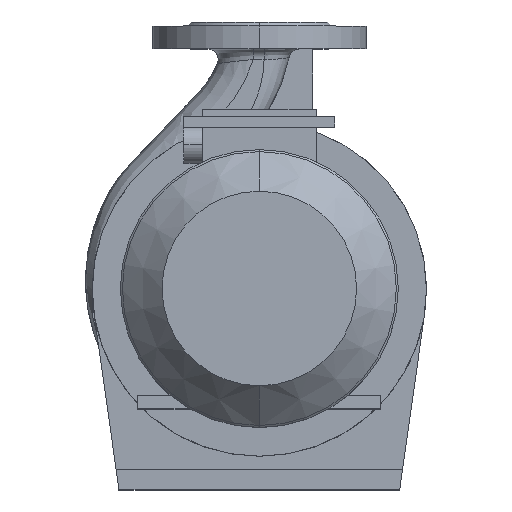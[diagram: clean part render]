
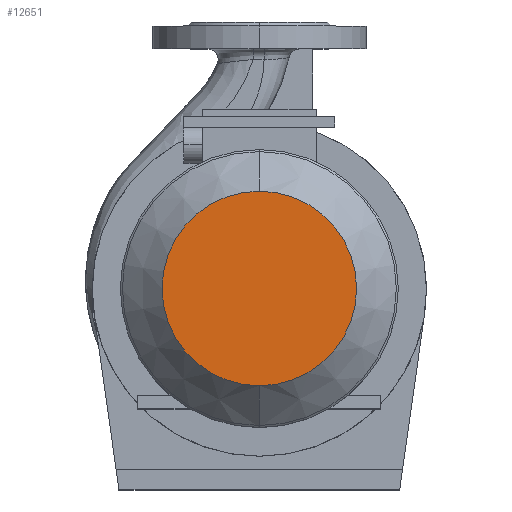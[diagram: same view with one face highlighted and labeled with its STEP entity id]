
A CAD part, top view. The second image highlights one B-rep face of the part: STEP entity #12651.
In plain terms, the highlighted planar face has unit normal (0, 0, 1).
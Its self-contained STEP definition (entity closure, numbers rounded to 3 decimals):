
#2224 = CIRCLE ( 'NONE', #7561, 72.765 ) ;
#2299 = FACE_OUTER_BOUND ( 'NONE', #13455, .T. ) ;
#3452 = ORIENTED_EDGE ( 'NONE', *, *, #6687, .F. ) ;
#3453 = ORIENTED_EDGE ( 'NONE', *, *, #8051, .F. ) ;
#5515 = CARTESIAN_POINT ( 'NONE',  ( 0., 0., 444. ) ) ;
#5516 = DIRECTION ( 'NONE',  ( 0., 0., -1. ) ) ;
#5517 = DIRECTION ( 'NONE',  ( 0., -1., 0. ) ) ;
#6687 = EDGE_CURVE ( 'NONE', #7240, #7385, #10609, .T. ) ;
#7240 = VERTEX_POINT ( 'NONE', #8167 ) ;
#7385 = VERTEX_POINT ( 'NONE', #8231 ) ;
#7561 = AXIS2_PLACEMENT_3D ( 'NONE', #11365, #11366, #11367 ) ;
#8051 = EDGE_CURVE ( 'NONE', #7385, #7240, #2224, .T. ) ;
#8167 = CARTESIAN_POINT ( 'NONE',  ( 0., 72.765, 444. ) ) ;
#8231 = CARTESIAN_POINT ( 'NONE',  ( 0., -72.765, 444. ) ) ;
#9997 = AXIS2_PLACEMENT_3D ( 'NONE', #11759, #11760, #11761 ) ;
#10609 = CIRCLE ( 'NONE', #13619, 72.765 ) ;
#11365 = CARTESIAN_POINT ( 'NONE',  ( 0., 0., 444. ) ) ;
#11366 = DIRECTION ( 'NONE',  ( 0., 0., -1. ) ) ;
#11367 = DIRECTION ( 'NONE',  ( 0., -1., 0. ) ) ;
#11751 = PLANE ( 'NONE',  #9997 ) ;
#11759 = CARTESIAN_POINT ( 'NONE',  ( 0., 0., 444. ) ) ;
#11760 = DIRECTION ( 'NONE',  ( 0., 0., -1. ) ) ;
#11761 = DIRECTION ( 'NONE',  ( 0., -1., 0. ) ) ;
#12651 = ADVANCED_FACE ( 'NONE', ( #2299 ), #11751, .F. ) ;
#13455 = EDGE_LOOP ( 'NONE', ( #3453, #3452 ) ) ;
#13619 = AXIS2_PLACEMENT_3D ( 'NONE', #5515, #5516, #5517 ) ;
